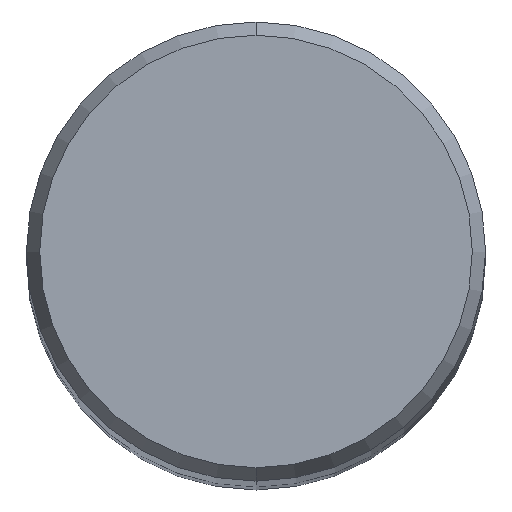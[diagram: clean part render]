
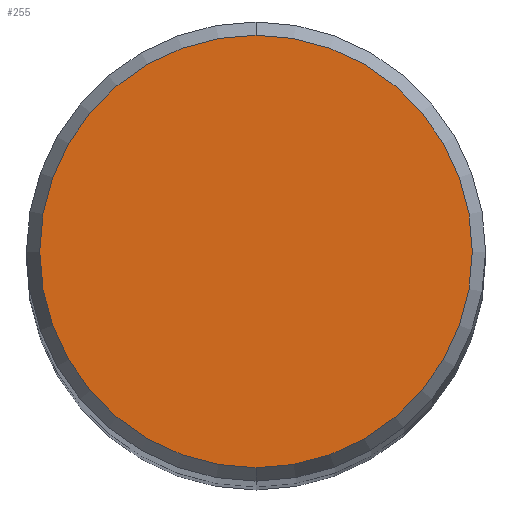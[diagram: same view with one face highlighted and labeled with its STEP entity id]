
A CAD part, top view. The second image highlights one B-rep face of the part: STEP entity #255.
In plain terms, the highlighted planar face has unit normal (0, 0, 1).
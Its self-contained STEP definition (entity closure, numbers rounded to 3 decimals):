
#255=ADVANCED_FACE('',(#517),#518,.T.);
#279=EDGE_CURVE('',#367,#311,#545,.T.);
#311=VERTEX_POINT('',#581);
#361=EDGE_CURVE('',#311,#367,#633,.T.);
#367=VERTEX_POINT('',#640);
#517=FACE_OUTER_BOUND('',#891,.T.);
#518=PLANE('',#892);
#545=CIRCLE('',#957,3.74);
#581=CARTESIAN_POINT('',(0.0,3.74,0.));
#633=CIRCLE('',#1160,3.74);
#640=CARTESIAN_POINT('',(0.,-3.74,0.));
#891=EDGE_LOOP('',(#1354,#1355));
#892=AXIS2_PLACEMENT_3D('',#1356,#1357,#1358);
#957=AXIS2_PLACEMENT_3D('',#1393,#1394,#1395);
#1160=AXIS2_PLACEMENT_3D('',#1484,#1485,#1486);
#1354=ORIENTED_EDGE('',*,*,#361,.F.);
#1355=ORIENTED_EDGE('',*,*,#279,.F.);
#1356=CARTESIAN_POINT('',(0.0,1.87,0.));
#1357=DIRECTION('',(-0.0,0.0,1.0));
#1358=DIRECTION('',(0.0,-1.0,0.0));
#1393=CARTESIAN_POINT('',(0.0,0.0,0.));
#1394=DIRECTION('',(0.0,0.0,-1.0));
#1395=DIRECTION('',(0.0,1.0,0.0));
#1484=CARTESIAN_POINT('',(0.0,0.0,0.));
#1485=DIRECTION('',(0.0,0.0,-1.0));
#1486=DIRECTION('',(0.0,1.0,0.0));
